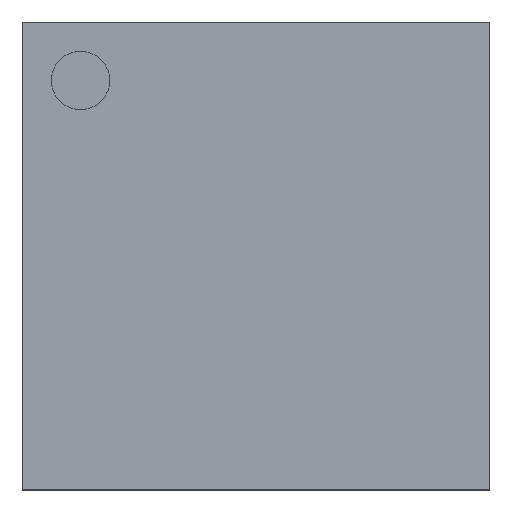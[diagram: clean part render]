
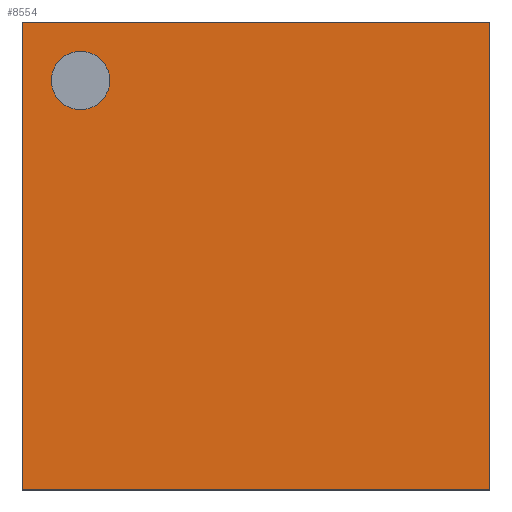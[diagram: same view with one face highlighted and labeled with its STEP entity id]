
A CAD part, top view. The second image highlights one B-rep face of the part: STEP entity #8554.
In plain terms, the highlighted planar face has unit normal (0, 0, 1).
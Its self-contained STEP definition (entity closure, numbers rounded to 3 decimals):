
#8365 = VERTEX_POINT('',#8366);
#8366 = CARTESIAN_POINT('',(-5.,-5.,1.38));
#8373 = PLANE('',#8374);
#8374 = AXIS2_PLACEMENT_3D('',#8375,#8376,#8377);
#8375 = CARTESIAN_POINT('',(-5.,-5.,0.3));
#8376 = DIRECTION('',(1.,0.,0.));
#8377 = DIRECTION('',(0.,0.,1.));
#8385 = PLANE('',#8386);
#8386 = AXIS2_PLACEMENT_3D('',#8387,#8388,#8389);
#8387 = CARTESIAN_POINT('',(-5.,-5.,0.3));
#8388 = DIRECTION('',(0.,1.,0.));
#8389 = DIRECTION('',(0.,0.,1.));
#8426 = VERTEX_POINT('',#8427);
#8427 = CARTESIAN_POINT('',(-5.,5.,1.38));
#8441 = PLANE('',#8442);
#8442 = AXIS2_PLACEMENT_3D('',#8443,#8444,#8445);
#8443 = CARTESIAN_POINT('',(-5.,5.,0.3));
#8444 = DIRECTION('',(0.,1.,0.));
#8445 = DIRECTION('',(0.,0.,1.));
#8453 = EDGE_CURVE('',#8365,#8426,#8454,.T.);
#8454 = SURFACE_CURVE('',#8455,(#8459,#8466),.PCURVE_S1.);
#8455 = LINE('',#8456,#8457);
#8456 = CARTESIAN_POINT('',(-5.,-5.,1.38));
#8457 = VECTOR('',#8458,1.);
#8458 = DIRECTION('',(0.,1.,0.));
#8459 = PCURVE('',#8373,#8460);
#8460 = DEFINITIONAL_REPRESENTATION('',(#8461),#8465);
#8461 = LINE('',#8462,#8463);
#8462 = CARTESIAN_POINT('',(1.08,0.));
#8463 = VECTOR('',#8464,1.);
#8464 = DIRECTION('',(0.,-1.));
#8465 = ( GEOMETRIC_REPRESENTATION_CONTEXT(2) 
PARAMETRIC_REPRESENTATION_CONTEXT() REPRESENTATION_CONTEXT('2D SPACE',''
  ) );
#8466 = PCURVE('',#8467,#8472);
#8467 = PLANE('',#8468);
#8468 = AXIS2_PLACEMENT_3D('',#8469,#8470,#8471);
#8469 = CARTESIAN_POINT('',(-5.,-5.,1.38));
#8470 = DIRECTION('',(0.,0.,1.));
#8471 = DIRECTION('',(1.,0.,0.));
#8472 = DEFINITIONAL_REPRESENTATION('',(#8473),#8477);
#8473 = LINE('',#8474,#8475);
#8474 = CARTESIAN_POINT('',(0.,0.));
#8475 = VECTOR('',#8476,1.);
#8476 = DIRECTION('',(0.,1.));
#8477 = ( GEOMETRIC_REPRESENTATION_CONTEXT(2) 
PARAMETRIC_REPRESENTATION_CONTEXT() REPRESENTATION_CONTEXT('2D SPACE',''
  ) );
#8506 = EDGE_CURVE('',#8365,#8507,#8509,.T.);
#8507 = VERTEX_POINT('',#8508);
#8508 = CARTESIAN_POINT('',(5.,-5.,1.38));
#8509 = SURFACE_CURVE('',#8510,(#8514,#8521),.PCURVE_S1.);
#8510 = LINE('',#8511,#8512);
#8511 = CARTESIAN_POINT('',(-5.,-5.,1.38));
#8512 = VECTOR('',#8513,1.);
#8513 = DIRECTION('',(1.,0.,0.));
#8514 = PCURVE('',#8385,#8515);
#8515 = DEFINITIONAL_REPRESENTATION('',(#8516),#8520);
#8516 = LINE('',#8517,#8518);
#8517 = CARTESIAN_POINT('',(1.08,0.));
#8518 = VECTOR('',#8519,1.);
#8519 = DIRECTION('',(0.,1.));
#8520 = ( GEOMETRIC_REPRESENTATION_CONTEXT(2) 
PARAMETRIC_REPRESENTATION_CONTEXT() REPRESENTATION_CONTEXT('2D SPACE',''
  ) );
#8521 = PCURVE('',#8467,#8522);
#8522 = DEFINITIONAL_REPRESENTATION('',(#8523),#8527);
#8523 = LINE('',#8524,#8525);
#8524 = CARTESIAN_POINT('',(0.,0.));
#8525 = VECTOR('',#8526,1.);
#8526 = DIRECTION('',(1.,0.));
#8527 = ( GEOMETRIC_REPRESENTATION_CONTEXT(2) 
PARAMETRIC_REPRESENTATION_CONTEXT() REPRESENTATION_CONTEXT('2D SPACE',''
  ) );
#8543 = PLANE('',#8544);
#8544 = AXIS2_PLACEMENT_3D('',#8545,#8546,#8547);
#8545 = CARTESIAN_POINT('',(5.,-5.,0.3));
#8546 = DIRECTION('',(1.,0.,0.));
#8547 = DIRECTION('',(0.,0.,1.));
#8554 = ADVANCED_FACE('',(#8555,#8603),#8467,.T.);
#8555 = FACE_BOUND('',#8556,.T.);
#8556 = EDGE_LOOP('',(#8557,#8558,#8559,#8582));
#8557 = ORIENTED_EDGE('',*,*,#8453,.F.);
#8558 = ORIENTED_EDGE('',*,*,#8506,.T.);
#8559 = ORIENTED_EDGE('',*,*,#8560,.T.);
#8560 = EDGE_CURVE('',#8507,#8561,#8563,.T.);
#8561 = VERTEX_POINT('',#8562);
#8562 = CARTESIAN_POINT('',(5.,5.,1.38));
#8563 = SURFACE_CURVE('',#8564,(#8568,#8575),.PCURVE_S1.);
#8564 = LINE('',#8565,#8566);
#8565 = CARTESIAN_POINT('',(5.,-5.,1.38));
#8566 = VECTOR('',#8567,1.);
#8567 = DIRECTION('',(0.,1.,0.));
#8568 = PCURVE('',#8467,#8569);
#8569 = DEFINITIONAL_REPRESENTATION('',(#8570),#8574);
#8570 = LINE('',#8571,#8572);
#8571 = CARTESIAN_POINT('',(10.,0.));
#8572 = VECTOR('',#8573,1.);
#8573 = DIRECTION('',(0.,1.));
#8574 = ( GEOMETRIC_REPRESENTATION_CONTEXT(2) 
PARAMETRIC_REPRESENTATION_CONTEXT() REPRESENTATION_CONTEXT('2D SPACE',''
  ) );
#8575 = PCURVE('',#8543,#8576);
#8576 = DEFINITIONAL_REPRESENTATION('',(#8577),#8581);
#8577 = LINE('',#8578,#8579);
#8578 = CARTESIAN_POINT('',(1.08,0.));
#8579 = VECTOR('',#8580,1.);
#8580 = DIRECTION('',(0.,-1.));
#8581 = ( GEOMETRIC_REPRESENTATION_CONTEXT(2) 
PARAMETRIC_REPRESENTATION_CONTEXT() REPRESENTATION_CONTEXT('2D SPACE',''
  ) );
#8582 = ORIENTED_EDGE('',*,*,#8583,.F.);
#8583 = EDGE_CURVE('',#8426,#8561,#8584,.T.);
#8584 = SURFACE_CURVE('',#8585,(#8589,#8596),.PCURVE_S1.);
#8585 = LINE('',#8586,#8587);
#8586 = CARTESIAN_POINT('',(-5.,5.,1.38));
#8587 = VECTOR('',#8588,1.);
#8588 = DIRECTION('',(1.,0.,0.));
#8589 = PCURVE('',#8467,#8590);
#8590 = DEFINITIONAL_REPRESENTATION('',(#8591),#8595);
#8591 = LINE('',#8592,#8593);
#8592 = CARTESIAN_POINT('',(0.,10.));
#8593 = VECTOR('',#8594,1.);
#8594 = DIRECTION('',(1.,0.));
#8595 = ( GEOMETRIC_REPRESENTATION_CONTEXT(2) 
PARAMETRIC_REPRESENTATION_CONTEXT() REPRESENTATION_CONTEXT('2D SPACE',''
  ) );
#8596 = PCURVE('',#8441,#8597);
#8597 = DEFINITIONAL_REPRESENTATION('',(#8598),#8602);
#8598 = LINE('',#8599,#8600);
#8599 = CARTESIAN_POINT('',(1.08,0.));
#8600 = VECTOR('',#8601,1.);
#8601 = DIRECTION('',(0.,1.));
#8602 = ( GEOMETRIC_REPRESENTATION_CONTEXT(2) 
PARAMETRIC_REPRESENTATION_CONTEXT() REPRESENTATION_CONTEXT('2D SPACE',''
  ) );
#8603 = FACE_BOUND('',#8604,.T.);
#8604 = EDGE_LOOP('',(#8605));
#8605 = ORIENTED_EDGE('',*,*,#8606,.F.);
#8606 = EDGE_CURVE('',#8607,#8607,#8609,.T.);
#8607 = VERTEX_POINT('',#8608);
#8608 = CARTESIAN_POINT('',(-3.125,3.75,1.38));
#8609 = SURFACE_CURVE('',#8610,(#8615,#8622),.PCURVE_S1.);
#8610 = CIRCLE('',#8611,0.625);
#8611 = AXIS2_PLACEMENT_3D('',#8612,#8613,#8614);
#8612 = CARTESIAN_POINT('',(-3.75,3.75,1.38));
#8613 = DIRECTION('',(0.,0.,1.));
#8614 = DIRECTION('',(1.,0.,0.));
#8615 = PCURVE('',#8467,#8616);
#8616 = DEFINITIONAL_REPRESENTATION('',(#8617),#8621);
#8617 = CIRCLE('',#8618,0.625);
#8618 = AXIS2_PLACEMENT_2D('',#8619,#8620);
#8619 = CARTESIAN_POINT('',(1.25,8.75));
#8620 = DIRECTION('',(1.,0.));
#8621 = ( GEOMETRIC_REPRESENTATION_CONTEXT(2) 
PARAMETRIC_REPRESENTATION_CONTEXT() REPRESENTATION_CONTEXT('2D SPACE',''
  ) );
#8622 = PCURVE('',#8623,#8628);
#8623 = CYLINDRICAL_SURFACE('',#8624,0.625);
#8624 = AXIS2_PLACEMENT_3D('',#8625,#8626,#8627);
#8625 = CARTESIAN_POINT('',(-3.75,3.75,1.242));
#8626 = DIRECTION('',(0.,0.,1.));
#8627 = DIRECTION('',(1.,0.,0.));
#8628 = DEFINITIONAL_REPRESENTATION('',(#8629),#8633);
#8629 = LINE('',#8630,#8631);
#8630 = CARTESIAN_POINT('',(0.,0.138));
#8631 = VECTOR('',#8632,1.);
#8632 = DIRECTION('',(1.,0.));
#8633 = ( GEOMETRIC_REPRESENTATION_CONTEXT(2) 
PARAMETRIC_REPRESENTATION_CONTEXT() REPRESENTATION_CONTEXT('2D SPACE',''
  ) );
